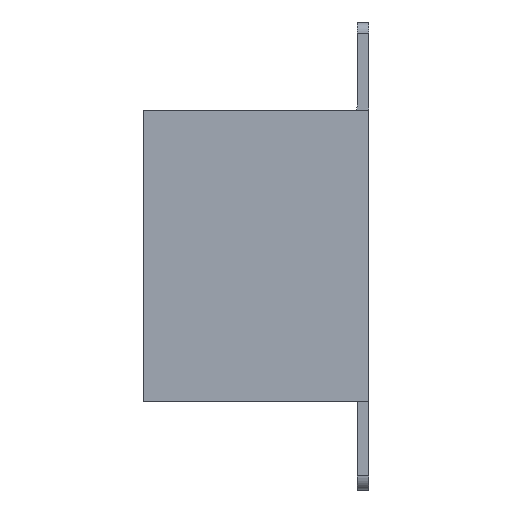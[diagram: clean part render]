
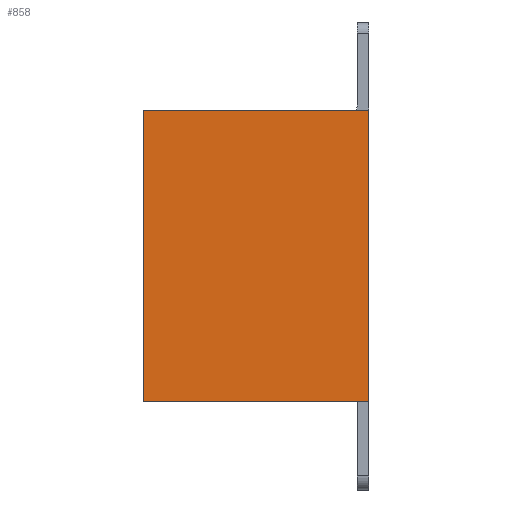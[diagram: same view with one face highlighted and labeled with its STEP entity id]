
A CAD part, left-side view. The second image highlights one B-rep face of the part: STEP entity #858.
In plain terms, the highlighted planar face has unit normal (-1, 0, 0).
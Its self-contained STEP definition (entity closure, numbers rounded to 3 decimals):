
#108=CARTESIAN_POINT('',(0.,5.95,0.));
#109=VERTEX_POINT('',#108);
#116=CARTESIAN_POINT('',(0.,1.95,0.));
#117=VERTEX_POINT('',#116);
#118=CARTESIAN_POINT('',(0.,5.95,0.));
#119=DIRECTION('',(0.,-1.,0.));
#120=VECTOR('',#119,4.);
#121=LINE('',#118,#120);
#122=EDGE_CURVE('',#109,#117,#121,.T.);
#788=CARTESIAN_POINT('',(0.,5.95,-5.15));
#789=VERTEX_POINT('',#788);
#796=CARTESIAN_POINT('',(0.,5.95,-5.15));
#797=DIRECTION('',(0.,0.,1.));
#798=VECTOR('',#797,5.15);
#799=LINE('',#796,#798);
#800=EDGE_CURVE('',#789,#109,#799,.T.);
#835=CARTESIAN_POINT('',(0.,1.95,-5.15));
#836=DIRECTION('',(0.,0.,1.));
#837=DIRECTION('',(-1.,0.,0.));
#838=AXIS2_PLACEMENT_3D('',#835,#837,#836);
#839=PLANE('',#838);
#840=CARTESIAN_POINT('',(0.,1.95,-5.15));
#841=VERTEX_POINT('',#840);
#842=CARTESIAN_POINT('',(0.,1.95,-5.15));
#843=DIRECTION('',(0.,1.,0.));
#844=VECTOR('',#843,4.);
#845=LINE('',#842,#844);
#846=EDGE_CURVE('',#841,#789,#845,.T.);
#847=ORIENTED_EDGE('',*,*,#846,.F.);
#848=CARTESIAN_POINT('',(0.,1.95,0.));
#849=DIRECTION('',(0.,0.,-1.));
#850=VECTOR('',#849,5.15);
#851=LINE('',#848,#850);
#852=EDGE_CURVE('',#117,#841,#851,.T.);
#853=ORIENTED_EDGE('',*,*,#852,.F.);
#854=ORIENTED_EDGE('',*,*,#122,.F.);
#855=ORIENTED_EDGE('',*,*,#800,.F.);
#856=EDGE_LOOP('',(#847,#853,#854,#855));
#857=FACE_OUTER_BOUND('',#856,.T.);
#858=ADVANCED_FACE('',(#857),#839,.T.);
